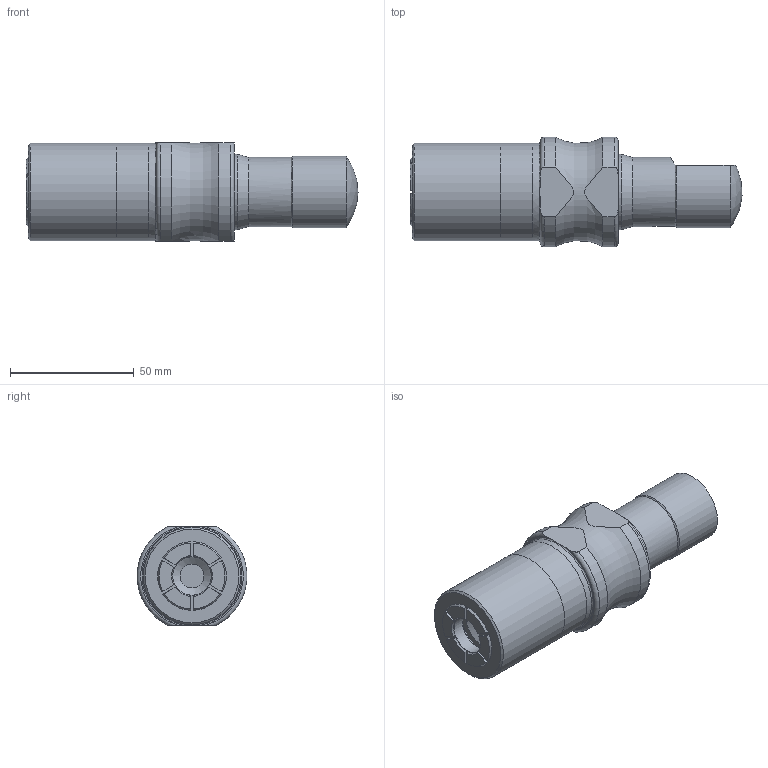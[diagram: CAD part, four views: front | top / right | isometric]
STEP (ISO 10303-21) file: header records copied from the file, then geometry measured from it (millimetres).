
FILE_DESCRIPTION(/* description */ (''),/* implementation_level */ '2;1');
FILE_NAME(/* name */ 'ZF5.stp',/* time_stamp */ '2016-02-08T13:31:22-06:00',/* author */ ('scottg'),/* organization */ ('FasTest,Inc.'),/* preprocessor_version */ 'ST-DEVELOPER v16.1',/* originating_system */ 'Autodesk Inventor 2016',/* authorisation */ '');
FILE_SCHEMA (('AUTOMOTIVE_DESIGN { 1 0 10303 214 3 1 1 }'));
Length unit declared in the file: inch
Products named in the file (1): ZF5
Bounding box: 134.22 x 44.29 x 39.62 mm (x, y, z)
Volume: 129634.9 mm3; surface area: 20113.5 mm2
Topology: 1 solids, 1 shells, 80 faces, 202 edges, 129 vertices
Faces by surface type: plane 32, cylinder 21, cone 20, torus 6, sphere 1
Full cylindrical faces by diameter (mm): 9.652 x1, 13.894 x1, 15.572 x1, 24.79 x1, 25.401 x1, 27.94 x1, 30.48 x1, 39.37 x3
Entity records: 2535 total; most frequent: CARTESIAN_POINT 653, DIRECTION 379, ORIENTED_EDGE 350, EDGE_CURVE 175, AXIS2_PLACEMENT_3D 163, VERTEX_POINT 121, EDGE_LOOP 104, FACE_OUTER_BOUND 80
